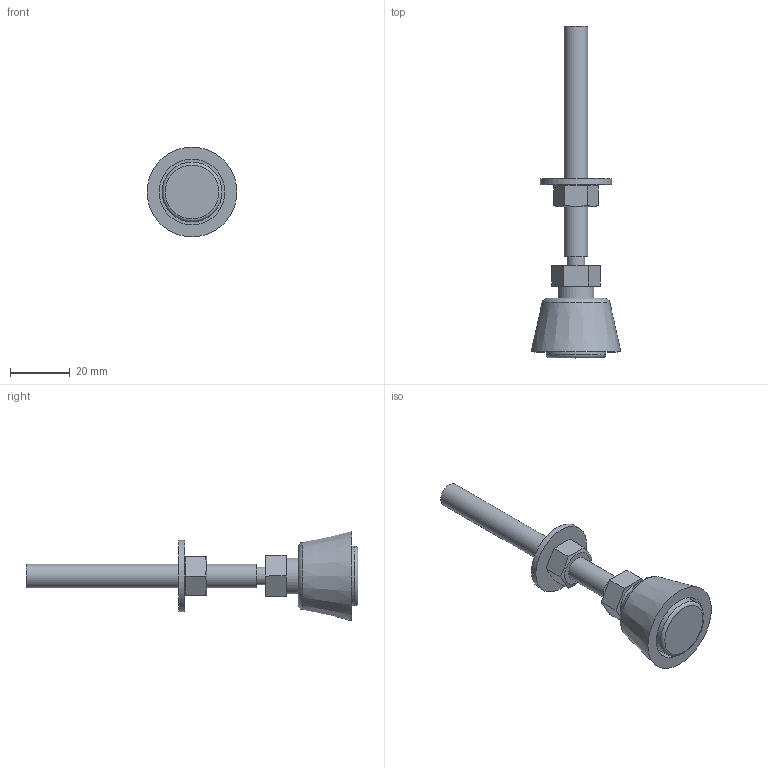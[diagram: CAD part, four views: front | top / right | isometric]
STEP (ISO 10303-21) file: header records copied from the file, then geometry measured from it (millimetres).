
FILE_DESCRIPTION(/* description */ (''),/* implementation_level */ '2;1');
FILE_NAME(/* name */ '145005',/* time_stamp */ '2014-10-06T10:27:03+02:00',/* author */ (''),/* organization */ (''),/* preprocessor_version */ 'ST-DEVELOPER v14',/* originating_system */ 'HiCAD 2013 1802.4 Build 509',/* authorisation */ '');
FILE_SCHEMA (('AUTOMOTIVE_DESIGN { 1 0 10303 214 1 1 1 1 }'));
Length unit declared in the file: millimetre
Products named in the file (5): Root; 145005Stelvoet 30 M8 x 109, kunststofBOIKON0; 901808Carr. ring  DIN 9021 EV M8BOIKON0; MOER; 145400Dempingsring diam. 30BOIKON0
Assembly tree (4 placements, depth 3):
  Root
    145005Stelvoet 30 M8 x 109, kunststofBOIKON0
      901808Carr. ring  DIN 9021 EV M8BOIKON0
      MOER
      145400Dempingsring diam. 30BOIKON0
Bounding box: 30 x 111 x 30 mm (x, y, z)
Volume: 17141.3 mm3; surface area: 8473.8 mm2
Topology: 4 solids, 4 shells, 44 faces, 83 edges, 60 vertices
Faces by surface type: plane 27, cylinder 10, cone 5, torus 2
Full cylindrical faces by diameter (mm): 6 x1, 6.647 x1, 8 x2, 8.4 x1, 9 x1, 12 x1, 20 x1, 22 x1, 24 x1
Entity records: 1777 total; most frequent: DIRECTION 208, CARTESIAN_POINT 174, PRESENTATION_STYLE_ASSIGNMENT 132, COLOUR_RGB 132, DRAUGHTING_PRE_DEFINED_CURVE_FONT 128, CURVE_STYLE 128, OVER_RIDING_STYLED_ITEM 128, ORIENTED_EDGE 128
